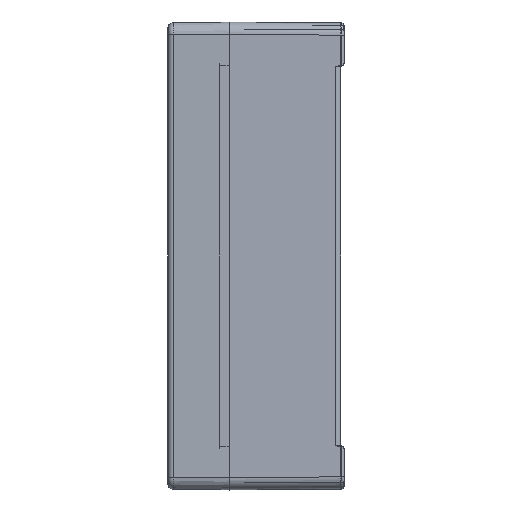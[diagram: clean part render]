
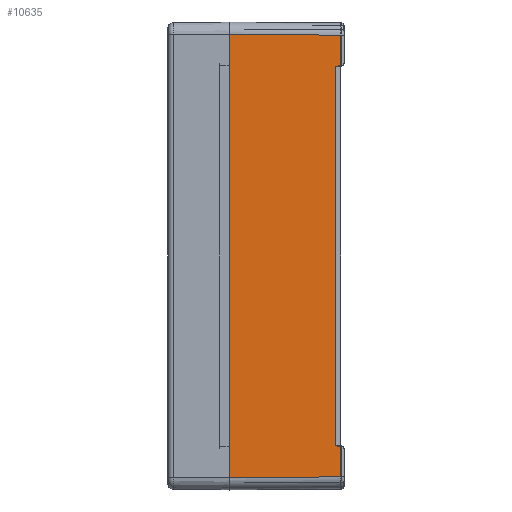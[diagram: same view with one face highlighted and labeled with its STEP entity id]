
A CAD part, left-side view. The second image highlights one B-rep face of the part: STEP entity #10635.
In plain terms, the highlighted planar face has unit normal (-1, -0.009, 0).
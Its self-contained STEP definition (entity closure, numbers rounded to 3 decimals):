
#49=CARTESIAN_POINT('',(-150.,55.,-109.));
#98=CARTESIAN_POINT('',(-150.,55.,109.));
#109=DIRECTION('',(0.,0.,-1.));
#110=VECTOR('',#109,218.);
#111=CARTESIAN_POINT('',(-150.,55.,109.));
#112=LINE('',#111,#110);
#810=CARTESIAN_POINT('',(-149.52,0.,
-108.52));
#1895=CARTESIAN_POINT('',(-149.542,2.478,93.02));
#1896=CARTESIAN_POINT('',(-149.54,2.327,93.088));
#1897=CARTESIAN_POINT('',(-149.538,2.034,93.219));
#1898=CARTESIAN_POINT('',(-149.534,1.617,93.379));
#1899=CARTESIAN_POINT('',(-149.531,1.212,93.49));
#1900=CARTESIAN_POINT('',(-149.528,0.95,
93.52));
#1901=CARTESIAN_POINT('',(-149.527,0.82,
93.52));
#2468=CARTESIAN_POINT('',(-149.52,0.,
108.52));
#2473=DIRECTION('',(0.,0.,-1.));
#2474=VECTOR('',#2473,186.04);
#2475=CARTESIAN_POINT('',(-149.542,2.478,93.02));
#2476=LINE('',#2475,#2474);
#2480=DIRECTION('',(0.009,-1.,0.));
#2481=VECTOR('',#2480,0.82);
#2482=CARTESIAN_POINT('',(-149.527,0.82,
-93.52));
#2483=LINE('',#2482,#2481);
#2487=DIRECTION('',(0.,0.,-1.));
#2488=VECTOR('',#2487,15.);
#2489=CARTESIAN_POINT('',(-149.52,0.,
-93.52));
#2490=LINE('',#2489,#2488);
#2494=DIRECTION('',(0.009,-1.,0.009));
#2495=VECTOR('',#2494,55.004);
#2496=CARTESIAN_POINT('',(-150.,55.,-109.));
#2497=LINE('',#2496,#2495);
#2501=DIRECTION('',(0.009,-1.,-0.009));
#2502=VECTOR('',#2501,55.004);
#2503=CARTESIAN_POINT('',(-150.,55.,109.));
#2504=LINE('',#2503,#2502);
#2508=DIRECTION('',(0.,0.,-1.));
#2509=VECTOR('',#2508,15.);
#2510=CARTESIAN_POINT('',(-149.52,0.,
108.52));
#2511=LINE('',#2510,#2509);
#2515=DIRECTION('',(0.009,-1.,0.));
#2516=VECTOR('',#2515,0.82);
#2517=CARTESIAN_POINT('',(-149.527,0.82,
93.52));
#2518=LINE('',#2517,#2516);
#2546=CARTESIAN_POINT('',(-149.527,0.82,
-93.52));
#2547=CARTESIAN_POINT('',(-149.528,0.944,
-93.52));
#2548=CARTESIAN_POINT('',(-149.53,1.2,
-93.492));
#2549=CARTESIAN_POINT('',(-149.534,1.608,
-93.382));
#2550=CARTESIAN_POINT('',(-149.538,2.03,
-93.22));
#2551=CARTESIAN_POINT('',(-149.54,2.325,
-93.088));
#2552=CARTESIAN_POINT('',(-149.542,2.478,
-93.02));
#8057=VERTEX_POINT('',#49);
#8062=VERTEX_POINT('',#98);
#8731=VERTEX_POINT('',#2468);
#8732=VERTEX_POINT('',#810);
#8742=CARTESIAN_POINT('',(-149.52,0.,
93.52));
#8743=VERTEX_POINT('',#8742);
#8744=CARTESIAN_POINT('',(-149.52,0.,
-93.52));
#8745=VERTEX_POINT('',#8744);
#8870=CARTESIAN_POINT('',(-149.527,0.82,
93.52));
#8872=VERTEX_POINT('',#8870);
#8874=CARTESIAN_POINT('',(-149.542,2.478,93.02));
#8876=VERTEX_POINT('',#8874);
#8880=CARTESIAN_POINT('',(-149.542,2.478,
-93.02));
#8881=VERTEX_POINT('',#8880);
#8885=CARTESIAN_POINT('',(-149.527,0.82,
-93.52));
#8887=VERTEX_POINT('',#8885);
#10614=CARTESIAN_POINT('',(-150.,55.,-120.99));
#10615=DIRECTION('',(-1.,-0.009,0.));
#10616=DIRECTION('',(0.,0.,-1.));
#10617=AXIS2_PLACEMENT_3D('',#10614,#10615,#10616);
#10618=PLANE('',#10617);
#10620=ORIENTED_EDGE('',*,*,#10619,.T.);
#10622=ORIENTED_EDGE('',*,*,#10621,.F.);
#10624=ORIENTED_EDGE('',*,*,#10623,.T.);
#10626=ORIENTED_EDGE('',*,*,#10625,.T.);
#10627=ORIENTED_EDGE('',*,*,#9230,.F.);
#10628=ORIENTED_EDGE('',*,*,#9009,.F.);
#10629=ORIENTED_EDGE('',*,*,#10606,.T.);
#10630=ORIENTED_EDGE('',*,*,#10156,.T.);
#10631=ORIENTED_EDGE('',*,*,#10170,.F.);
#10632=ORIENTED_EDGE('',*,*,#10188,.F.);
#10633=EDGE_LOOP('',(#10620,#10622,#10624,#10626,#10627,#10628,#10629,#10630,
#10631,#10632));
#10634=FACE_OUTER_BOUND('',#10633,.F.);
#10635=ADVANCED_FACE('',(#10634),#10618,.T.);
#1902=B_SPLINE_CURVE_WITH_KNOTS('',3,(#1895,#1896,#1897,#1898,#1899,#1900,
#1901),.UNSPECIFIED.,.F.,.F.,(4,1,1,1,4),(0.,0.25,0.5,0.75,1.),
.UNSPECIFIED.);
#2553=B_SPLINE_CURVE_WITH_KNOTS('',3,(#2546,#2547,#2548,#2549,#2550,#2551,
#2552),.UNSPECIFIED.,.F.,.F.,(4,1,1,1,4),(0.,0.25,0.5,0.75,1.),
.UNSPECIFIED.);
#9009=EDGE_CURVE('',#8062,#8057,#112,.T.);
#9230=EDGE_CURVE('',#8057,#8732,#2497,.T.);
#10156=EDGE_CURVE('',#8731,#8743,#2511,.T.);
#10170=EDGE_CURVE('',#8872,#8743,#2518,.T.);
#10188=EDGE_CURVE('',#8876,#8872,#1902,.T.);
#10606=EDGE_CURVE('',#8062,#8731,#2504,.T.);
#10619=EDGE_CURVE('',#8876,#8881,#2476,.T.);
#10621=EDGE_CURVE('',#8887,#8881,#2553,.T.);
#10623=EDGE_CURVE('',#8887,#8745,#2483,.T.);
#10625=EDGE_CURVE('',#8745,#8732,#2490,.T.);
